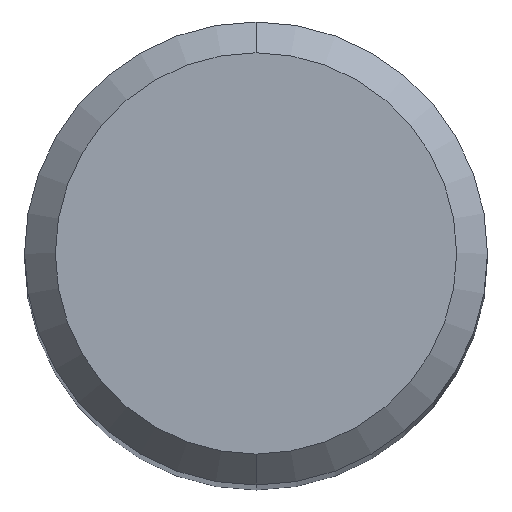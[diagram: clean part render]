
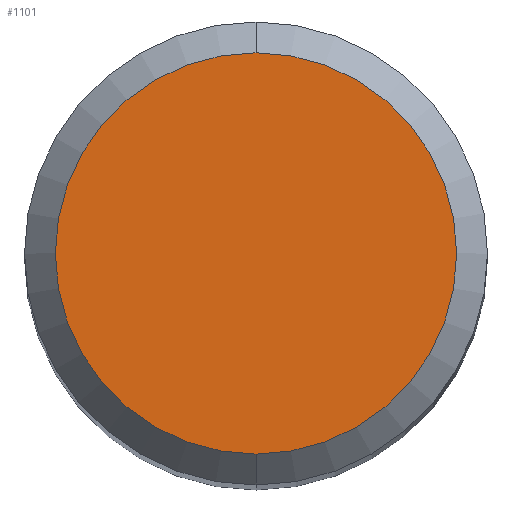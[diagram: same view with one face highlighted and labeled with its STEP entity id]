
A CAD part, top view. The second image highlights one B-rep face of the part: STEP entity #1101.
In plain terms, the highlighted planar face has unit normal (0, 0, 1).
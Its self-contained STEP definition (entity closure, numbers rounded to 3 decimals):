
#867=EDGE_CURVE('',#901,#1017,#1799,.T.);
#901=VERTEX_POINT('',#1836);
#1017=VERTEX_POINT('',#1962);
#1101=ADVANCED_FACE('',(#2054),#2055,.T.);
#1349=EDGE_CURVE('',#1017,#901,#2333,.T.);
#1799=CIRCLE('',#7160,2.6);
#1836=CARTESIAN_POINT('',(0.0,2.6,0.0));
#1962=CARTESIAN_POINT('',(0.,-2.6,0.0));
#2054=FACE_OUTER_BOUND('',#9613,.T.);
#2055=PLANE('',#9614);
#2333=CIRCLE('',#12844,2.6);
#7160=AXIS2_PLACEMENT_3D('',#13168,#13169,#13170);
#9613=EDGE_LOOP('',(#13468,#13469));
#9614=AXIS2_PLACEMENT_3D('',#13470,#13471,#13472);
#12844=AXIS2_PLACEMENT_3D('',#13826,#13827,#13828);
#13168=CARTESIAN_POINT('',(0.0,0.0,0.0));
#13169=DIRECTION('',(0.0,0.0,-1.0));
#13170=DIRECTION('',(0.0,1.0,0.0));
#13468=ORIENTED_EDGE('',*,*,#867,.F.);
#13469=ORIENTED_EDGE('',*,*,#1349,.F.);
#13470=CARTESIAN_POINT('',(0.0,1.3,0.0));
#13471=DIRECTION('',(-0.0,0.0,1.0));
#13472=DIRECTION('',(0.0,-1.0,0.0));
#13826=CARTESIAN_POINT('',(0.0,0.0,0.0));
#13827=DIRECTION('',(0.0,0.0,-1.0));
#13828=DIRECTION('',(0.0,1.0,0.0));
